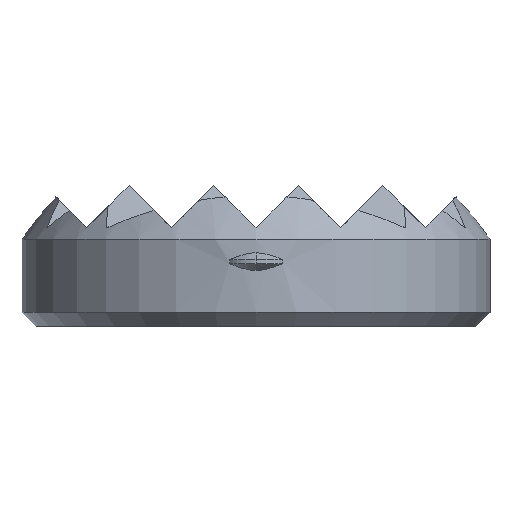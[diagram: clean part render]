
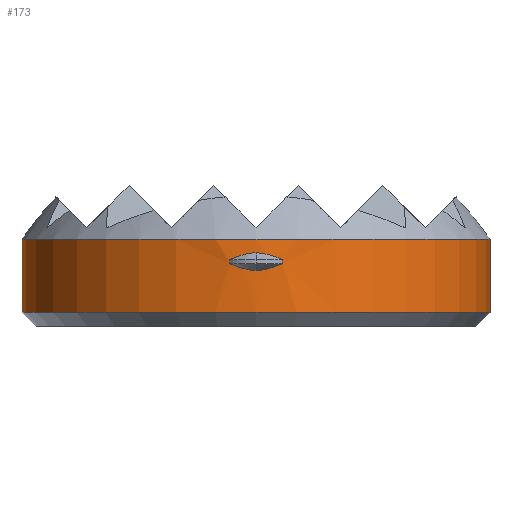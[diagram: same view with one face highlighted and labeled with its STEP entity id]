
A CAD part, front view. The second image highlights one B-rep face of the part: STEP entity #173.
In plain terms, the highlighted cylindrical face has radius 8.3 mm (diameter 16.6 mm), a partial arc.
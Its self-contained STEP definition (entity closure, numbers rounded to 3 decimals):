
#173=ADVANCED_FACE('',(#432,#433),#434,.T.);
#432=FACE_OUTER_BOUND('',#693,.T.);
#433=FACE_BOUND('',#694,.T.);
#434=CYLINDRICAL_SURFACE('',#695,8.3);
#693=EDGE_LOOP('',(#1545,#1546,#1547,#1548));
#694=EDGE_LOOP('',(#1549,#1550,#1551,#1552,#1553,#1554));
#695=AXIS2_PLACEMENT_3D('',#1555,#1556,#1557);
#1545=ORIENTED_EDGE('',*,*,#1563,.T.);
#1546=ORIENTED_EDGE('',*,*,#1782,.F.);
#1547=ORIENTED_EDGE('',*,*,#1565,.T.);
#1548=ORIENTED_EDGE('',*,*,#1800,.T.);
#1549=ORIENTED_EDGE('',*,*,#1612,.T.);
#1550=ORIENTED_EDGE('',*,*,#1633,.T.);
#1551=ORIENTED_EDGE('',*,*,#1631,.T.);
#1552=ORIENTED_EDGE('',*,*,#1634,.T.);
#1553=ORIENTED_EDGE('',*,*,#1610,.T.);
#1554=ORIENTED_EDGE('',*,*,#1615,.T.);
#1555=CARTESIAN_POINT('',(0.,0.0,1.8));
#1556=DIRECTION('',(0.,0.0,1.0));
#1557=DIRECTION('',(1.0,0.0,0.));
#1563=EDGE_CURVE('',#1802,#1803,#1804,.T.);
#1565=EDGE_CURVE('',#1807,#1805,#1808,.T.);
#1610=EDGE_CURVE('',#1891,#1893,#1895,.T.);
#1612=EDGE_CURVE('',#1899,#1896,#1900,.T.);
#1615=EDGE_CURVE('',#1893,#1899,#1903,.T.);
#1631=EDGE_CURVE('',#1924,#1922,#1925,.T.);
#1633=EDGE_CURVE('',#1896,#1924,#1927,.T.);
#1634=EDGE_CURVE('',#1922,#1891,#1928,.T.);
#1782=EDGE_CURVE('',#1807,#1803,#2136,.T.);
#1800=EDGE_CURVE('',#1805,#1802,#2154,.T.);
#1802=VERTEX_POINT('',#2156);
#1803=VERTEX_POINT('',#2157);
#1804=LINE('',#2158,#2159);
#1805=VERTEX_POINT('',#2160);
#1807=VERTEX_POINT('',#2162);
#1808=LINE('',#2163,#2164);
#1891=VERTEX_POINT('',#2333);
#1893=VERTEX_POINT('',#2336);
#1895=B_SPLINE_CURVE_WITH_KNOTS('',3,(#2338,#2339,#2340,#2341,#2342,#2343,#2344,#2345,#2346,#2347),.UNSPECIFIED.,.F.,.F.,(4,3,3,4),(-0.1,-0.025,0.024,0.1),.UNSPECIFIED.);
#1896=VERTEX_POINT('',#2348);
#1899=VERTEX_POINT('',#2352);
#1900=B_SPLINE_CURVE_WITH_KNOTS('',3,(#2353,#2354,#2355,#2356,#2357,#2358,#2359,#2360,#2361,#2362),.UNSPECIFIED.,.F.,.F.,(4,3,3,4),(-0.1,-0.025,0.024,0.1),.UNSPECIFIED.);
#1903=LINE('',#2366,#2367);
#1922=VERTEX_POINT('',#2392);
#1924=VERTEX_POINT('',#2394);
#1925=LINE('',#2395,#2396);
#1927=B_SPLINE_CURVE_WITH_KNOTS('',3,(#2398,#2399,#2400,#2401,#2402,#2403,#2404,#2405,#2406,#2407),.UNSPECIFIED.,.F.,.F.,(4,3,3,4),(-0.1,-0.025,0.024,0.1),.UNSPECIFIED.);
#1928=B_SPLINE_CURVE_WITH_KNOTS('',3,(#2408,#2409,#2410,#2411,#2412,#2413,#2414,#2415,#2416,#2417),.UNSPECIFIED.,.F.,.F.,(4,3,3,4),(-0.1,-0.025,0.024,0.1),.UNSPECIFIED.);
#2136=CIRCLE('',#2748,8.3);
#2154=CIRCLE('',#2783,8.3);
#2156=CARTESIAN_POINT('',(8.3,0.0,0.5));
#2157=CARTESIAN_POINT('',(8.3,0.0,3.1));
#2158=CARTESIAN_POINT('',(8.3,0.,1.8));
#2159=VECTOR('',#2785,1.0);
#2160=CARTESIAN_POINT('',(-8.3,0.,0.5));
#2162=CARTESIAN_POINT('',(-8.3,0.,3.1));
#2163=CARTESIAN_POINT('',(-8.3,0.,1.8));
#2164=VECTOR('',#2789,1.0);
#2333=CARTESIAN_POINT('',(0.,-8.3,2.613));
#2336=CARTESIAN_POINT('',(0.939,-8.247,2.37));
#2338=CARTESIAN_POINT('',(-0.939,-8.247,2.37));
#2339=CARTESIAN_POINT('',(-0.712,-8.273,2.468));
#2340=CARTESIAN_POINT('',(-0.486,-8.289,2.554));
#2341=CARTESIAN_POINT('',(-0.246,-8.296,2.593));
#2342=CARTESIAN_POINT('',(-0.089,-8.301,2.618));
#2343=CARTESIAN_POINT('',(0.078,-8.301,2.619));
#2344=CARTESIAN_POINT('',(0.235,-8.297,2.595));
#2345=CARTESIAN_POINT('',(0.478,-8.29,2.557));
#2346=CARTESIAN_POINT('',(0.709,-8.273,2.47));
#2347=CARTESIAN_POINT('',(0.939,-8.247,2.37));
#2348=CARTESIAN_POINT('',(0.,-8.3,1.987));
#2352=CARTESIAN_POINT('',(0.939,-8.247,2.23));
#2353=CARTESIAN_POINT('',(0.939,-8.247,2.23));
#2354=CARTESIAN_POINT('',(0.712,-8.273,2.132));
#2355=CARTESIAN_POINT('',(0.486,-8.289,2.046));
#2356=CARTESIAN_POINT('',(0.246,-8.296,2.007));
#2357=CARTESIAN_POINT('',(0.089,-8.301,1.982));
#2358=CARTESIAN_POINT('',(-0.078,-8.301,1.981));
#2359=CARTESIAN_POINT('',(-0.235,-8.297,2.005));
#2360=CARTESIAN_POINT('',(-0.478,-8.29,2.043));
#2361=CARTESIAN_POINT('',(-0.709,-8.273,2.13));
#2362=CARTESIAN_POINT('',(-0.939,-8.247,2.23));
#2366=CARTESIAN_POINT('',(0.939,-8.247,2.3));
#2367=VECTOR('',#2885,10.0);
#2392=CARTESIAN_POINT('',(-0.939,-8.247,2.37));
#2394=CARTESIAN_POINT('',(-0.939,-8.247,2.23));
#2395=CARTESIAN_POINT('',(-0.939,-8.247,2.3));
#2396=VECTOR('',#2919,10.0);
#2398=CARTESIAN_POINT('',(0.939,-8.247,2.23));
#2399=CARTESIAN_POINT('',(0.712,-8.273,2.132));
#2400=CARTESIAN_POINT('',(0.486,-8.289,2.046));
#2401=CARTESIAN_POINT('',(0.246,-8.296,2.007));
#2402=CARTESIAN_POINT('',(0.089,-8.301,1.982));
#2403=CARTESIAN_POINT('',(-0.078,-8.301,1.981));
#2404=CARTESIAN_POINT('',(-0.235,-8.297,2.005));
#2405=CARTESIAN_POINT('',(-0.478,-8.29,2.043));
#2406=CARTESIAN_POINT('',(-0.709,-8.273,2.13));
#2407=CARTESIAN_POINT('',(-0.939,-8.247,2.23));
#2408=CARTESIAN_POINT('',(-0.939,-8.247,2.37));
#2409=CARTESIAN_POINT('',(-0.712,-8.273,2.468));
#2410=CARTESIAN_POINT('',(-0.486,-8.289,2.554));
#2411=CARTESIAN_POINT('',(-0.246,-8.296,2.593));
#2412=CARTESIAN_POINT('',(-0.089,-8.301,2.618));
#2413=CARTESIAN_POINT('',(0.078,-8.301,2.619));
#2414=CARTESIAN_POINT('',(0.235,-8.297,2.595));
#2415=CARTESIAN_POINT('',(0.478,-8.29,2.557));
#2416=CARTESIAN_POINT('',(0.709,-8.273,2.47));
#2417=CARTESIAN_POINT('',(0.939,-8.247,2.37));
#2748=AXIS2_PLACEMENT_3D('',#3118,#3119,#3120);
#2783=AXIS2_PLACEMENT_3D('',#3138,#3139,#3140);
#2785=DIRECTION('',(0.,0.0,1.0));
#2789=DIRECTION('',(0.,-0.0,-1.0));
#2885=DIRECTION('',(-0.0,-0.0,-1.0));
#2919=DIRECTION('',(0.0,0.0,1.0));
#3118=CARTESIAN_POINT('',(0.,0.0,3.1));
#3119=DIRECTION('',(0.,0.0,1.0));
#3120=DIRECTION('',(1.0,0.0,0.));
#3138=CARTESIAN_POINT('',(0.,0.0,0.5));
#3139=DIRECTION('',(0.,0.0,1.0));
#3140=DIRECTION('',(1.0,0.0,0.));
